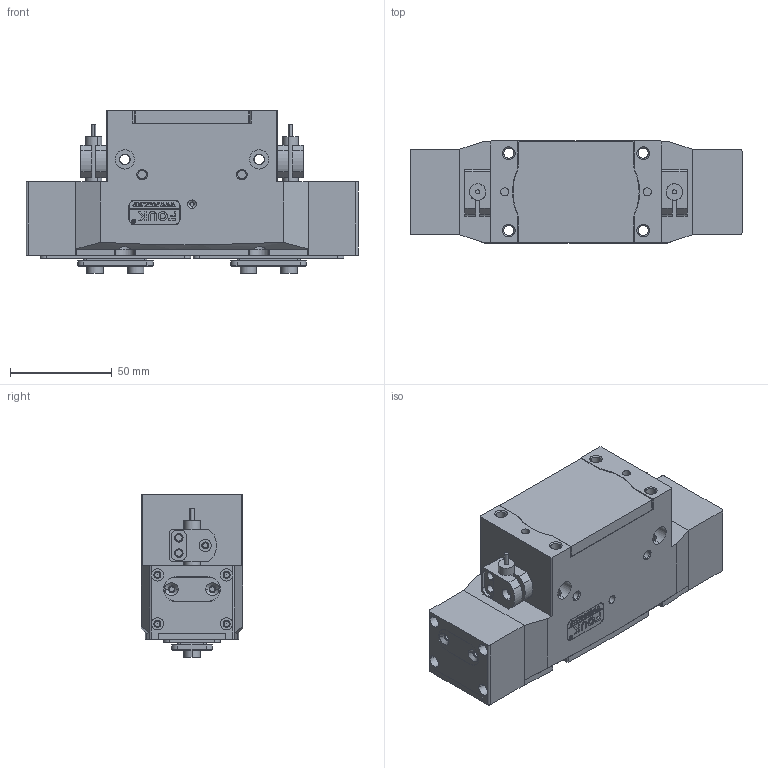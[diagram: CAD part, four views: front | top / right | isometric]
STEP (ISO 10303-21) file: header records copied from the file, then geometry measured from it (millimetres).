
FILE_DESCRIPTION (( 'STEP AP203' ), '1' );
FILE_NAME ('TR46-114-L-P.STEP', '2024-11-25T01:36:08', ( 'USER-' ), ( 'Microsoft' ), 'SwSTEP 2.0', 'SolidWorks 2018', '' );
FILE_SCHEMA (( 'CONFIG_CONTROL_DESIGN' ));
Length unit declared in the file: millimetre
Products named in the file (19): 揤輸杅耀.sldasm-Part-9; TR46-114L-杅耀.sldasm-Part-18; TR46-114L-杅耀.sldasm-Part-2; TR40EL-12耜假蚾极; TZ55-113-L-15耜猾苤裔; TR46-114-L-P; 8x6-12种杶; TR46-114L-杅耀.sldasm-Part-10; TR40EL-13防尘移动板(默认); TR46-114L-杅耀.sldasm-Part-15; TR46-114-L; TR46-114L-菁裔啣; TR46-114L-杅耀.sldasm-Part-13; 25x12-R3; TR46-114L-杅耀.sldasm-Part-7; TR40EL-11奻葡裔翋啣; 埴翐芛_GB_FASTENER_SCREWS_HSHCS M2X8-N; 揤輸蚾饜极; TR40EL-14假蚾薊啣
Assembly tree (28 placements, depth 3):
  TR46-114-L-P
    TR40EL-11奻葡裔翋啣
    TR40EL-12耜假蚾极  x2
    TR40EL-14假蚾薊啣  x2
    TR40EL-13防尘移动板(默认)  x2
    8x6-12种杶  x4
    TZ55-113-L-15耜猾苤裔  x2
    TR46-114-L
      TR46-114L-杅耀.sldasm-Part-2
      TR46-114L-杅耀.sldasm-Part-7
      TR46-114L-杅耀.sldasm-Part-10
      TR46-114L-杅耀.sldasm-Part-13
      TR46-114L-杅耀.sldasm-Part-15
      TR46-114L-杅耀.sldasm-Part-18  x2
      TR46-114L-菁裔啣
    25x12-R3
    揤輸蚾饜极  x2
      揤輸杅耀.sldasm-Part-9
      埴翐芛_GB_FASTENER_SCREWS_HSHCS M2X8-N
Bounding box: 163 x 50 x 80 mm (x, y, z)
Volume: 383321.9 mm3; surface area: 123462.9 mm2
Topology: 28 solids, 34 shells, 1673 faces, 4287 edges, 2738 vertices
Faces by surface type: plane 787, cylinder 507, cone 216, bspline 155, torus 8
Entity records: 47702 total; most frequent: CARTESIAN_POINT 13871, ORIENTED_EDGE 6664, DIRECTION 6263, EDGE_CURVE 3332, VERTEX_POINT 2172, AXIS2_PLACEMENT_3D 2112, VECTOR 2039, LINE 2039
